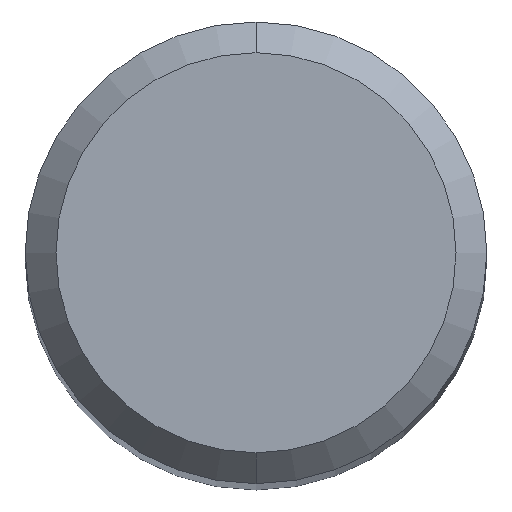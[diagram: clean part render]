
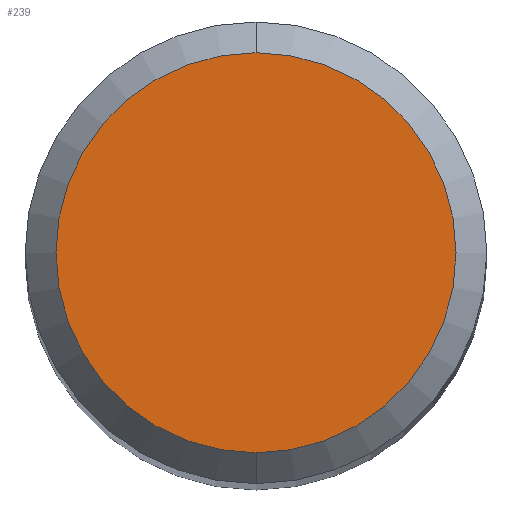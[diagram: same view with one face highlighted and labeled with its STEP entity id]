
A CAD part, top view. The second image highlights one B-rep face of the part: STEP entity #239.
In plain terms, the highlighted planar face has unit normal (0, 0, 1).
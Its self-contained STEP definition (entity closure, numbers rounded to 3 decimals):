
#239=ADVANCED_FACE('',(#535),#536,.T.);
#265=EDGE_CURVE('',#319,#309,#567,.T.);
#305=EDGE_CURVE('',#309,#319,#609,.T.);
#309=VERTEX_POINT('',#613);
#319=VERTEX_POINT('',#623);
#535=FACE_OUTER_BOUND('',#911,.T.);
#536=PLANE('',#912);
#567=CIRCLE('',#948,2.6);
#609=CIRCLE('',#1045,2.6);
#613=CARTESIAN_POINT('',(0.0,2.6,46.441));
#623=CARTESIAN_POINT('',(0.,-2.6,46.441));
#911=EDGE_LOOP('',(#1473,#1474));
#912=AXIS2_PLACEMENT_3D('',#1475,#1476,#1477);
#948=AXIS2_PLACEMENT_3D('',#1528,#1529,#1530);
#1045=AXIS2_PLACEMENT_3D('',#1565,#1566,#1567);
#1473=ORIENTED_EDGE('',*,*,#305,.F.);
#1474=ORIENTED_EDGE('',*,*,#265,.F.);
#1475=CARTESIAN_POINT('',(0.0,1.3,46.441));
#1476=DIRECTION('',(-0.0,0.0,1.0));
#1477=DIRECTION('',(0.0,-1.0,0.0));
#1528=CARTESIAN_POINT('',(0.0,0.0,46.441));
#1529=DIRECTION('',(0.0,0.0,-1.0));
#1530=DIRECTION('',(0.0,1.0,0.0));
#1565=CARTESIAN_POINT('',(0.0,0.0,46.441));
#1566=DIRECTION('',(0.0,0.0,-1.0));
#1567=DIRECTION('',(0.0,1.0,0.0));
